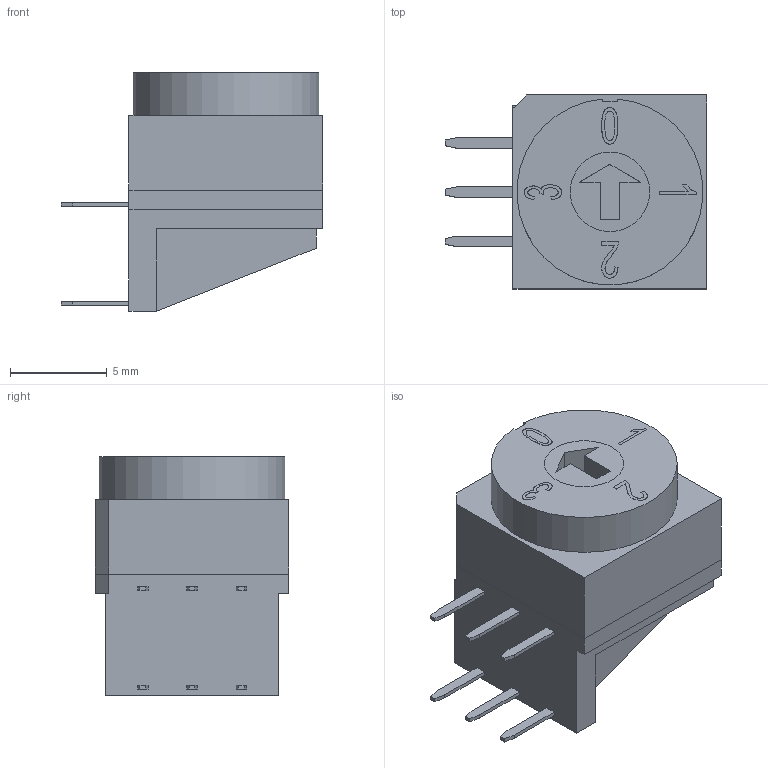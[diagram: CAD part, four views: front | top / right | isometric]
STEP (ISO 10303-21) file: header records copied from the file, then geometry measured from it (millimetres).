
FILE_DESCRIPTION(/* description */ (''),/* implementation_level */ '2;1');
FILE_NAME(/* name */ 'RDTAx04R1x.stp',/* time_stamp */ '2025-06-03T10:47:51-05:00',/* author */ ('mroman'),/* organization */ (''),/* preprocessor_version */ 'ST-DEVELOPER v18.1',/* originating_system */ 'Autodesk Inventor 2022',/* authorisation */ '');
FILE_SCHEMA (('AUTOMOTIVE_DESIGN { 1 0 10303 214 3 1 1 }'));
Length unit declared in the file: centimetre
Products named in the file (1): RDTAx04R1x
Bounding box: 13.5 x 10 x 12.3 mm (x, y, z)
Volume: 890 mm3; surface area: 714.3 mm2
Topology: 1 solids, 2 shells, 133 faces, 338 edges, 223 vertices
Faces by surface type: plane 99, bspline 32, cylinder 2
Full cylindrical faces by diameter (mm): 4.1 x1
Entity records: 4134 total; most frequent: CARTESIAN_POINT 1099, ORIENTED_EDGE 676, DIRECTION 483, EDGE_CURVE 338, LINE 269, VECTOR 269, VERTEX_POINT 223, EDGE_LOOP 147
